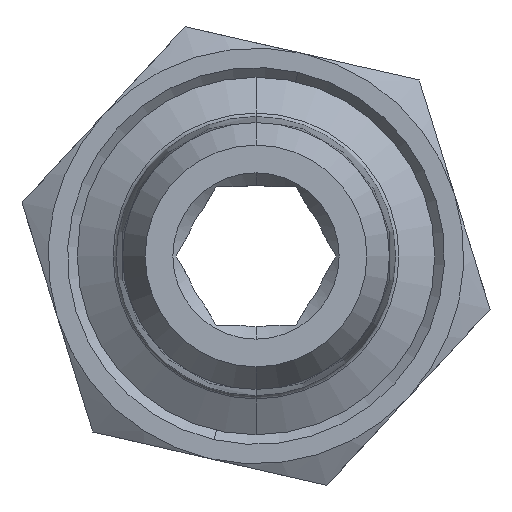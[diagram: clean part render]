
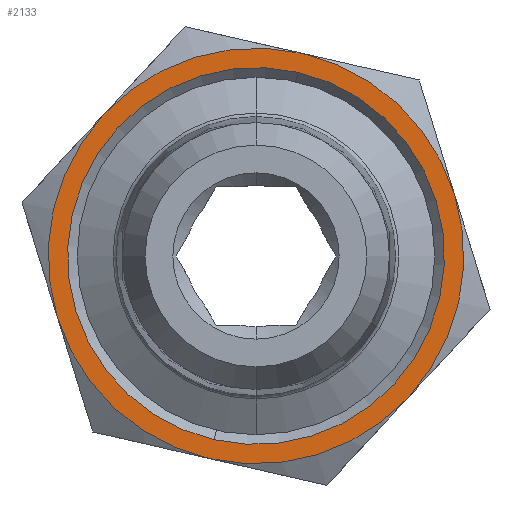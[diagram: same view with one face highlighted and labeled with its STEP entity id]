
A CAD part, front view. The second image highlights one B-rep face of the part: STEP entity #2133.
In plain terms, the highlighted planar face has unit normal (0, -1, 0).
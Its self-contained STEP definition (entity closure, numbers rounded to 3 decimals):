
#58 = DIRECTION ( 'NONE',  ( -0.222, 0., -0.975 ) ) ;
#59 = DIRECTION ( 'NONE',  ( -0.222, 0., -0.975 ) ) ;
#69 = CARTESIAN_POINT ( 'NONE',  ( 0., 9.235, 0. ) ) ;
#109 = CARTESIAN_POINT ( 'NONE',  ( -7.166, 9.235, -2.214 ) ) ;
#166 = AXIS2_PLACEMENT_3D ( 'NONE', #2667, #2003, #1484 ) ;
#203 = DIRECTION ( 'NONE',  ( -0.222, 0., -0.975 ) ) ;
#388 = DIRECTION ( 'NONE',  ( -0.222, 0., -0.975 ) ) ;
#399 = AXIS2_PLACEMENT_3D ( 'NONE', #1184, #2420, #203 ) ;
#409 = AXIS2_PLACEMENT_3D ( 'NONE', #1958, #1531, #2086 ) ;
#461 = CIRCLE ( 'NONE', #399, 7.5 ) ;
#581 = ORIENTED_EDGE ( 'NONE', *, *, #1952, .T. ) ;
#622 = ORIENTED_EDGE ( 'NONE', *, *, #1363, .T. ) ;
#670 = VERTEX_POINT ( 'NONE', #1223 ) ;
#826 = CARTESIAN_POINT ( 'NONE',  ( 0., 9.235, 0. ) ) ;
#828 = CIRCLE ( 'NONE', #2652, 7.5 ) ;
#892 = EDGE_CURVE ( 'NONE', #1349, #670, #1694, .T. ) ;
#949 = CIRCLE ( 'NONE', #2035, 7.5 ) ;
#952 = CARTESIAN_POINT ( 'NONE',  ( 7.166, 9.235, 2.214 ) ) ;
#967 = DIRECTION ( 'NONE',  ( -0.222, 0., -0.975 ) ) ;
#968 = EDGE_LOOP ( 'NONE', ( #1946, #1276 ) ) ;
#969 = DIRECTION ( 'NONE',  ( 0., -1., 0. ) ) ;
#988 = CIRCLE ( 'NONE', #2889, 7.5 ) ;
#993 = CARTESIAN_POINT ( 'NONE',  ( 0., 9.235, 0. ) ) ;
#1059 = EDGE_LOOP ( 'NONE', ( #2686, #622, #1555, #2872, #1560, #581 ) ) ;
#1091 = VERTEX_POINT ( 'NONE', #109 ) ;
#1103 = CIRCLE ( 'NONE', #409, 7.5 ) ;
#1104 = DIRECTION ( 'NONE',  ( -0.222, 0., -0.975 ) ) ;
#1146 = CARTESIAN_POINT ( 'NONE',  ( 0., 9.235, 0. ) ) ;
#1178 = CARTESIAN_POINT ( 'NONE',  ( 1.665, 9.235, 7.313 ) ) ;
#1184 = CARTESIAN_POINT ( 'NONE',  ( 0., 9.235, 0. ) ) ;
#1223 = CARTESIAN_POINT ( 'NONE',  ( -1.51, 9.235, -6.63 ) ) ;
#1276 = ORIENTED_EDGE ( 'NONE', *, *, #892, .F. ) ;
#1321 = CARTESIAN_POINT ( 'NONE',  ( 5.5, 9.235, -5.099 ) ) ;
#1349 = VERTEX_POINT ( 'NONE', #2850 ) ;
#1363 = EDGE_CURVE ( 'NONE', #2211, #3063, #988, .T. ) ;
#1372 = AXIS2_PLACEMENT_3D ( 'NONE', #69, #1963, #388 ) ;
#1422 = EDGE_CURVE ( 'NONE', #2800, #3190, #1103, .T. ) ;
#1441 = CIRCLE ( 'NONE', #166, 6.8 ) ;
#1484 = DIRECTION ( 'NONE',  ( -0.222, 0., -0.975 ) ) ;
#1531 = DIRECTION ( 'NONE',  ( 0., -1., 0. ) ) ;
#1555 = ORIENTED_EDGE ( 'NONE', *, *, #2217, .T. ) ;
#1560 = ORIENTED_EDGE ( 'NONE', *, *, #3073, .T. ) ;
#1611 = AXIS2_PLACEMENT_3D ( 'NONE', #826, #969, #1104 ) ;
#1648 = CARTESIAN_POINT ( 'NONE',  ( 0., 9.235, 0. ) ) ;
#1694 = CIRCLE ( 'NONE', #1611, 6.8 ) ;
#1756 = CARTESIAN_POINT ( 'NONE',  ( -1.665, 9.235, -7.313 ) ) ;
#1771 = PLANE ( 'NONE',  #2377 ) ;
#1946 = ORIENTED_EDGE ( 'NONE', *, *, #2008, .F. ) ;
#1952 = EDGE_CURVE ( 'NONE', #1091, #2294, #828, .T. ) ;
#1958 = CARTESIAN_POINT ( 'NONE',  ( 0., 9.235, 0. ) ) ;
#1959 = FACE_BOUND ( 'NONE', #968, .T. ) ;
#1963 = DIRECTION ( 'NONE',  ( 0., -1., 0. ) ) ;
#2000 = DIRECTION ( 'NONE',  ( -0.222, 0., -0.975 ) ) ;
#2003 = DIRECTION ( 'NONE',  ( 0., -1., 0. ) ) ;
#2008 = EDGE_CURVE ( 'NONE', #670, #1349, #1441, .T. ) ;
#2035 = AXIS2_PLACEMENT_3D ( 'NONE', #993, #2077, #2000 ) ;
#2077 = DIRECTION ( 'NONE',  ( 0., -1., 0. ) ) ;
#2086 = DIRECTION ( 'NONE',  ( -0.222, 0., -0.975 ) ) ;
#2102 = CARTESIAN_POINT ( 'NONE',  ( 7.313, 9.235, -1.665 ) ) ;
#2133 = ADVANCED_FACE ( 'NONE', ( #3195, #1959 ), #1771, .T. ) ;
#2211 = VERTEX_POINT ( 'NONE', #1321 ) ;
#2217 = EDGE_CURVE ( 'NONE', #3063, #2800, #949, .T. ) ;
#2294 = VERTEX_POINT ( 'NONE', #1756 ) ;
#2311 = DIRECTION ( 'NONE',  ( 0., -1., 0. ) ) ;
#2377 = AXIS2_PLACEMENT_3D ( 'NONE', #2102, #2311, #58 ) ;
#2420 = DIRECTION ( 'NONE',  ( 0., -1., 0. ) ) ;
#2498 = DIRECTION ( 'NONE',  ( 0., -1., 0. ) ) ;
#2552 = CIRCLE ( 'NONE', #1372, 7.5 ) ;
#2652 = AXIS2_PLACEMENT_3D ( 'NONE', #1648, #2954, #967 ) ;
#2667 = CARTESIAN_POINT ( 'NONE',  ( 0., 9.235, 0. ) ) ;
#2686 = ORIENTED_EDGE ( 'NONE', *, *, #3133, .T. ) ;
#2800 = VERTEX_POINT ( 'NONE', #1178 ) ;
#2850 = CARTESIAN_POINT ( 'NONE',  ( 1.51, 9.235, 6.63 ) ) ;
#2872 = ORIENTED_EDGE ( 'NONE', *, *, #1422, .T. ) ;
#2889 = AXIS2_PLACEMENT_3D ( 'NONE', #1146, #2498, #59 ) ;
#2954 = DIRECTION ( 'NONE',  ( 0., -1., 0. ) ) ;
#3063 = VERTEX_POINT ( 'NONE', #952 ) ;
#3073 = EDGE_CURVE ( 'NONE', #3190, #1091, #461, .T. ) ;
#3090 = CARTESIAN_POINT ( 'NONE',  ( -5.5, 9.235, 5.099 ) ) ;
#3133 = EDGE_CURVE ( 'NONE', #2294, #2211, #2552, .T. ) ;
#3190 = VERTEX_POINT ( 'NONE', #3090 ) ;
#3195 = FACE_OUTER_BOUND ( 'NONE', #1059, .T. ) ;
